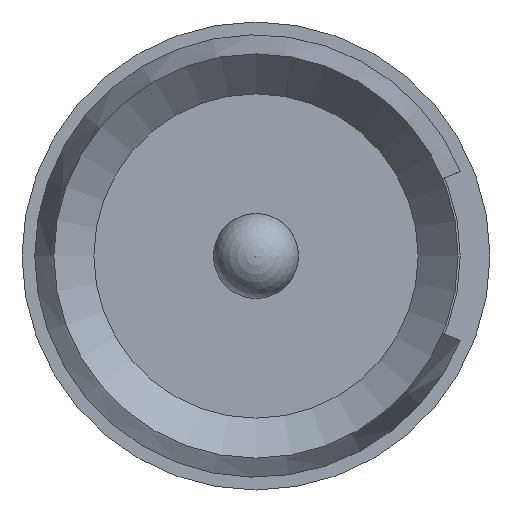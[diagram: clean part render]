
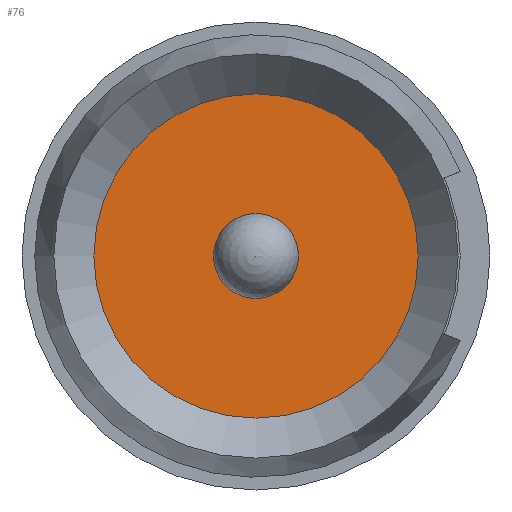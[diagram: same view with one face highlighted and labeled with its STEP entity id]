
A CAD part, front view. The second image highlights one B-rep face of the part: STEP entity #76.
In plain terms, the highlighted planar face has unit normal (0, -1, 0).
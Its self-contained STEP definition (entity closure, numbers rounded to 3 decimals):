
#50=PLANE('',#424);
#76=ADVANCED_FACE('',(#147,#148),#50,.T.);
#147=FACE_BOUND('',#188,.T.);
#148=FACE_BOUND('',#189,.T.);
#188=EDGE_LOOP('',(#241));
#189=EDGE_LOOP('',(#242));
#241=ORIENTED_EDGE('',*,*,#353,.T.);
#242=ORIENTED_EDGE('',*,*,#354,.F.);
#320=VERTEX_POINT('',#630);
#321=VERTEX_POINT('',#633);
#353=EDGE_CURVE('',#320,#320,#390,.T.);
#354=EDGE_CURVE('',#321,#321,#391,.T.);
#390=CIRCLE('',#421,0.5);
#391=CIRCLE('',#423,1.905);
#421=AXIS2_PLACEMENT_3D('',#629,#491,#492);
#423=AXIS2_PLACEMENT_3D('',#632,#495,#496);
#424=AXIS2_PLACEMENT_3D('',#634,#497,#498);
#491=DIRECTION('',(0.,1.,0.));
#492=DIRECTION('',(1.,0.,0.));
#495=DIRECTION('',(0.,1.,0.));
#496=DIRECTION('',(1.,0.,0.));
#497=DIRECTION('',(0.,-1.,0.));
#498=DIRECTION('',(0.,0.,1.));
#629=CARTESIAN_POINT('',(8.288,-4.565,-27.562));
#630=CARTESIAN_POINT('',(8.788,-4.565,-27.562));
#632=CARTESIAN_POINT('',(8.288,-4.565,-27.562));
#633=CARTESIAN_POINT('',(10.193,-4.565,-27.562));
#634=CARTESIAN_POINT('',(10.384,-4.565,-29.658));
